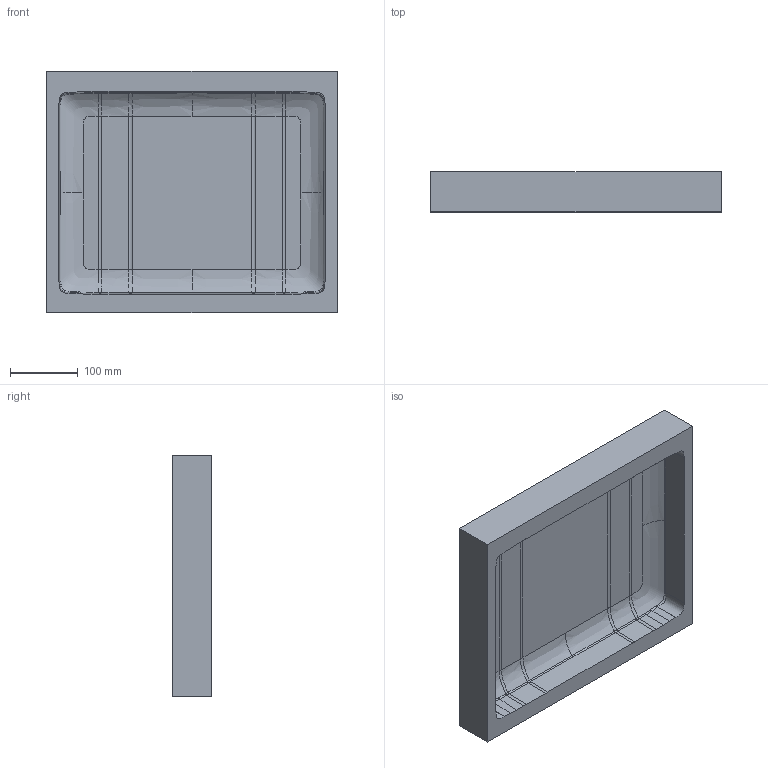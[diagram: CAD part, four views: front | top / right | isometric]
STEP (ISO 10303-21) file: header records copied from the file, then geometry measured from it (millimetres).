
FILE_DESCRIPTION (( 'STEP AP214' ), '1' );
FILE_NAME ('1507 Top Tub.STEP', '2019-02-13T20:56:20', ( '' ), ( '' ), 'SwSTEP 2.0', 'SolidWorks 2016', '' );
FILE_SCHEMA (( 'AUTOMOTIVE_DESIGN' ));
Length unit declared in the file: inch
Products named in the file (1): 1507 Top Tub
Bounding box: 428.6 x 58.55 x 356.89 mm (x, y, z)
Volume: 3166072.7 mm3; surface area: 451304.4 mm2
Topology: 1 solids, 1 shells, 141 faces, 348 edges, 218 vertices
Faces by surface type: bspline 84, plane 27, cylinder 22, torus 8
Entity records: 10038 total; most frequent: CARTESIAN_POINT 7384, ORIENTED_EDGE 696, EDGE_CURVE 348, DIRECTION 302, VERTEX_POINT 218, B_SPLINE_CURVE_WITH_KNOTS 190, EDGE_LOOP 150, FACE_OUTER_BOUND 141
